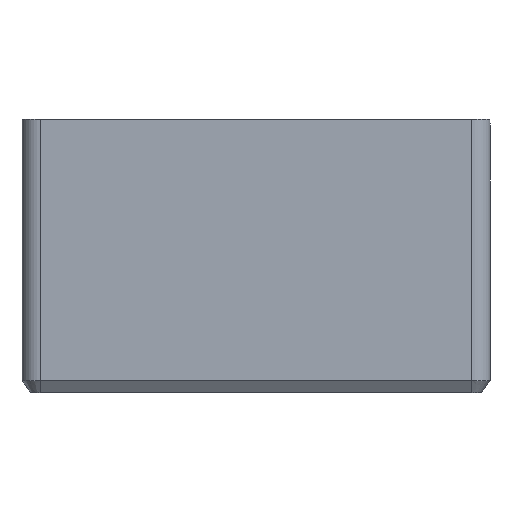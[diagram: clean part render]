
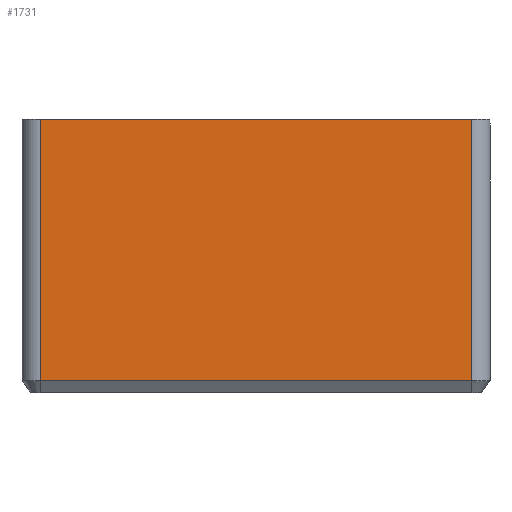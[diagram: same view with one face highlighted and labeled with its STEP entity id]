
A CAD part, left-side view. The second image highlights one B-rep face of the part: STEP entity #1731.
In plain terms, the highlighted planar face has unit normal (-1, 0, 0).
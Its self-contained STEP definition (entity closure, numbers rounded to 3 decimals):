
#155=FACE_OUTER_BOUND('',#252,.T.);
#252=EDGE_LOOP('',(#1553,#1554,#1555,#1556));
#335=LINE('',#2479,#520);
#486=LINE('',#3143,#671);
#487=LINE('',#3145,#672);
#488=LINE('',#3147,#673);
#520=VECTOR('',#1945,10.);
#671=VECTOR('',#2332,10.);
#672=VECTOR('',#2335,10.);
#673=VECTOR('',#2338,10.);
#717=VERTEX_POINT('',#2476);
#718=VERTEX_POINT('',#2478);
#833=VERTEX_POINT('',#3115);
#839=VERTEX_POINT('',#3137);
#884=EDGE_CURVE('',#717,#718,#335,.T.);
#1089=EDGE_CURVE('',#833,#839,#486,.T.);
#1090=EDGE_CURVE('',#839,#717,#487,.T.);
#1091=EDGE_CURVE('',#833,#718,#488,.T.);
#1553=ORIENTED_EDGE('',*,*,#1089,.F.);
#1554=ORIENTED_EDGE('',*,*,#1091,.T.);
#1555=ORIENTED_EDGE('',*,*,#884,.F.);
#1556=ORIENTED_EDGE('',*,*,#1090,.F.);
#1647=PLANE('',#1882);
#1731=ADVANCED_FACE('',(#155),#1647,.T.);
#1882=AXIS2_PLACEMENT_3D('',#3146,#2336,#2337);
#1945=DIRECTION('',(0.,-1.,0.));
#2332=DIRECTION('',(0.,1.,0.));
#2335=DIRECTION('',(0.,0.,1.));
#2336=DIRECTION('center_axis',(-1.,0.,0.));
#2337=DIRECTION('ref_axis',(0.,-1.,0.));
#2338=DIRECTION('',(0.,0.,1.));
#2476=CARTESIAN_POINT('',(-53.5,35.5,45.));
#2478=CARTESIAN_POINT('',(-53.5,-35.5,45.));
#2479=CARTESIAN_POINT('',(-53.5,-35.5,45.));
#3115=CARTESIAN_POINT('',(-53.5,-35.5,2.));
#3137=CARTESIAN_POINT('',(-53.5,35.5,2.));
#3143=CARTESIAN_POINT('',(-53.5,17.75,2.));
#3145=CARTESIAN_POINT('',(-53.5,35.5,0.));
#3146=CARTESIAN_POINT('Origin',(-53.5,35.5,0.));
#3147=CARTESIAN_POINT('',(-53.5,-35.5,0.));
